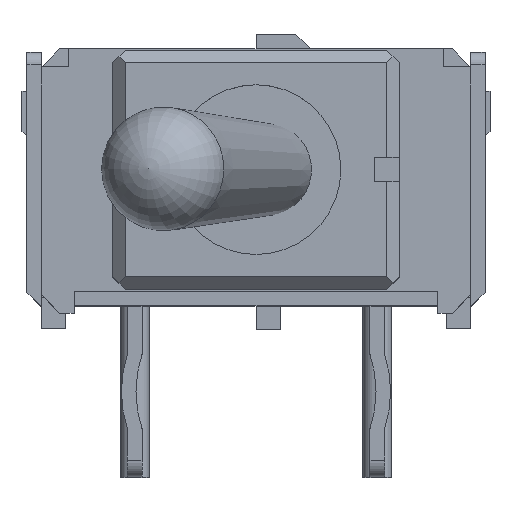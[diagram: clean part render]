
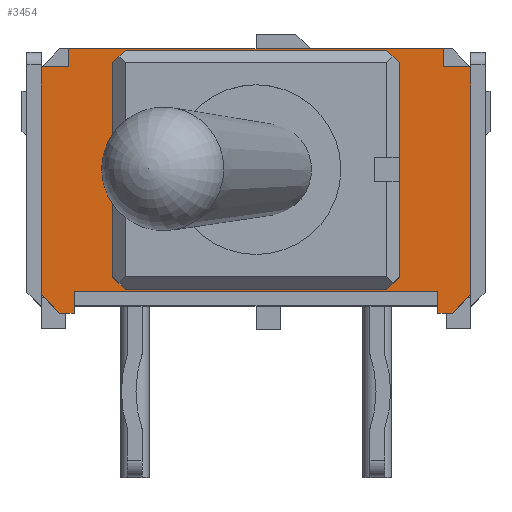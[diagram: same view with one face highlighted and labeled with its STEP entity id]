
A CAD part, top view. The second image highlights one B-rep face of the part: STEP entity #3454.
In plain terms, the highlighted face is planar.
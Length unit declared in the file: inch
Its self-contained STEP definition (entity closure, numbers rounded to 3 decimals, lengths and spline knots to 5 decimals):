
#278=LINE('',#5352,#700);
#283=LINE('',#5363,#705);
#287=LINE('',#5372,#709);
#293=LINE('',#5385,#715);
#303=LINE('',#5406,#725);
#305=LINE('',#5409,#727);
#313=LINE('',#5421,#735);
#314=LINE('',#5423,#736);
#315=LINE('',#5425,#737);
#316=LINE('',#5428,#738);
#317=LINE('',#5430,#739);
#318=LINE('',#5432,#740);
#319=LINE('',#5434,#741);
#320=LINE('',#5436,#742);
#321=LINE('',#5438,#743);
#322=LINE('',#5440,#744);
#323=LINE('',#5442,#745);
#324=LINE('',#5444,#746);
#325=LINE('',#5446,#747);
#326=LINE('',#5448,#748);
#327=LINE('',#5450,#749);
#328=LINE('',#5452,#750);
#329=LINE('',#5454,#751);
#330=LINE('',#5456,#752);
#700=VECTOR('',#4400,39.37008);
#705=VECTOR('',#4407,39.37008);
#709=VECTOR('',#4413,39.37008);
#715=VECTOR('',#4421,39.37008);
#725=VECTOR('',#4437,39.37008);
#727=VECTOR('',#4441,39.37008);
#735=VECTOR('',#4455,39.37008);
#736=VECTOR('',#4458,39.37008);
#737=VECTOR('',#4461,39.37008);
#738=VECTOR('',#4462,39.37008);
#739=VECTOR('',#4463,39.37008);
#740=VECTOR('',#4464,39.37008);
#741=VECTOR('',#4465,39.37008);
#742=VECTOR('',#4466,39.37008);
#743=VECTOR('',#4467,39.37008);
#744=VECTOR('',#4468,39.37008);
#745=VECTOR('',#4469,39.37008);
#746=VECTOR('',#4470,39.37008);
#747=VECTOR('',#4471,39.37008);
#748=VECTOR('',#4472,39.37008);
#749=VECTOR('',#4473,39.37008);
#750=VECTOR('',#4474,39.37008);
#751=VECTOR('',#4475,39.37008);
#752=VECTOR('',#4476,39.37008);
#1552=ORIENTED_EDGE('',*,*,#2215,.F.);
#1553=ORIENTED_EDGE('',*,*,#2204,.F.);
#1554=ORIENTED_EDGE('',*,*,#2226,.F.);
#1555=ORIENTED_EDGE('',*,*,#2198,.F.);
#1556=ORIENTED_EDGE('',*,*,#2217,.F.);
#1557=ORIENTED_EDGE('',*,*,#2194,.F.);
#1558=ORIENTED_EDGE('',*,*,#2225,.F.);
#1559=ORIENTED_EDGE('',*,*,#2189,.F.);
#1560=ORIENTED_EDGE('',*,*,#2227,.T.);
#1561=ORIENTED_EDGE('',*,*,#2228,.T.);
#1562=ORIENTED_EDGE('',*,*,#2229,.T.);
#1563=ORIENTED_EDGE('',*,*,#2230,.T.);
#1564=ORIENTED_EDGE('',*,*,#2231,.T.);
#1565=ORIENTED_EDGE('',*,*,#2232,.T.);
#1566=ORIENTED_EDGE('',*,*,#2233,.F.);
#1567=ORIENTED_EDGE('',*,*,#2234,.F.);
#1568=ORIENTED_EDGE('',*,*,#2235,.T.);
#1569=ORIENTED_EDGE('',*,*,#2236,.F.);
#1570=ORIENTED_EDGE('',*,*,#2237,.F.);
#1571=ORIENTED_EDGE('',*,*,#2238,.T.);
#1572=ORIENTED_EDGE('',*,*,#2239,.T.);
#1573=ORIENTED_EDGE('',*,*,#2240,.T.);
#1574=ORIENTED_EDGE('',*,*,#2241,.T.);
#1575=ORIENTED_EDGE('',*,*,#2242,.T.);
#2189=EDGE_CURVE('',#2584,#2585,#278,.T.);
#2194=EDGE_CURVE('',#2589,#2590,#283,.T.);
#2198=EDGE_CURVE('',#2593,#2594,#287,.T.);
#2204=EDGE_CURVE('',#2599,#2600,#293,.T.);
#2215=EDGE_CURVE('',#2600,#2584,#303,.T.);
#2217=EDGE_CURVE('',#2590,#2593,#305,.T.);
#2225=EDGE_CURVE('',#2585,#2589,#313,.T.);
#2226=EDGE_CURVE('',#2594,#2599,#314,.T.);
#2227=EDGE_CURVE('',#2609,#2610,#315,.T.);
#2228=EDGE_CURVE('',#2610,#2611,#316,.T.);
#2229=EDGE_CURVE('',#2611,#2612,#317,.T.);
#2230=EDGE_CURVE('',#2612,#2613,#318,.T.);
#2231=EDGE_CURVE('',#2613,#2614,#319,.T.);
#2232=EDGE_CURVE('',#2614,#2615,#320,.T.);
#2233=EDGE_CURVE('',#2616,#2615,#321,.T.);
#2234=EDGE_CURVE('',#2617,#2616,#322,.T.);
#2235=EDGE_CURVE('',#2617,#2618,#323,.T.);
#2236=EDGE_CURVE('',#2619,#2618,#324,.T.);
#2237=EDGE_CURVE('',#2620,#2619,#325,.T.);
#2238=EDGE_CURVE('',#2620,#2621,#326,.T.);
#2239=EDGE_CURVE('',#2621,#2622,#327,.T.);
#2240=EDGE_CURVE('',#2622,#2623,#328,.T.);
#2241=EDGE_CURVE('',#2623,#2624,#329,.T.);
#2242=EDGE_CURVE('',#2624,#2609,#330,.T.);
#2584=VERTEX_POINT('',#5351);
#2585=VERTEX_POINT('',#5353);
#2589=VERTEX_POINT('',#5362);
#2590=VERTEX_POINT('',#5364);
#2593=VERTEX_POINT('',#5371);
#2594=VERTEX_POINT('',#5373);
#2599=VERTEX_POINT('',#5384);
#2600=VERTEX_POINT('',#5386);
#2609=VERTEX_POINT('',#5426);
#2610=VERTEX_POINT('',#5427);
#2611=VERTEX_POINT('',#5429);
#2612=VERTEX_POINT('',#5431);
#2613=VERTEX_POINT('',#5433);
#2614=VERTEX_POINT('',#5435);
#2615=VERTEX_POINT('',#5437);
#2616=VERTEX_POINT('',#5439);
#2617=VERTEX_POINT('',#5441);
#2618=VERTEX_POINT('',#5443);
#2619=VERTEX_POINT('',#5445);
#2620=VERTEX_POINT('',#5447);
#2621=VERTEX_POINT('',#5449);
#2622=VERTEX_POINT('',#5451);
#2623=VERTEX_POINT('',#5453);
#2624=VERTEX_POINT('',#5455);
#2914=EDGE_LOOP('',(#1552,#1553,#1554,#1555,#1556,#1557,#1558,#1559));
#2915=EDGE_LOOP('',(#1560,#1561,#1562,#1563,#1564,#1565,#1566,#1567,#1568,
#1569,#1570,#1571,#1572,#1573,#1574,#1575));
#3119=FACE_BOUND('',#2914,.T.);
#3120=FACE_BOUND('',#2915,.T.);
#3272=PLANE('',#3755);
#3454=ADVANCED_FACE('',(#3119,#3120),#3272,.T.);
#3755=AXIS2_PLACEMENT_3D('',#5424,#4459,#4460);
#4400=DIRECTION('',(0.707,0.,0.707));
#4407=DIRECTION('',(0.707,0.,-0.707));
#4413=DIRECTION('',(-0.707,0.,-0.707));
#4421=DIRECTION('',(-0.707,0.,0.707));
#4437=DIRECTION('',(0.,0.,1.));
#4441=DIRECTION('',(0.,0.,-1.));
#4455=DIRECTION('',(1.,0.,0.));
#4458=DIRECTION('',(-1.,0.,0.));
#4459=DIRECTION('',(0.,1.,0.));
#4460=DIRECTION('',(0.,0.,1.));
#4461=DIRECTION('',(0.,0.,1.));
#4462=DIRECTION('',(-1.,0.,0.));
#4463=DIRECTION('',(0.,0.,1.));
#4464=DIRECTION('',(0.707,0.,0.707));
#4465=DIRECTION('',(1.,0.,0.));
#4466=DIRECTION('',(0.707,0.,-0.707));
#4467=DIRECTION('',(0.,0.,1.));
#4468=DIRECTION('',(-1.,0.,0.));
#4469=DIRECTION('',(0.,0.,-1.));
#4470=DIRECTION('',(1.,0.,0.));
#4471=DIRECTION('',(0.,0.,1.));
#4472=DIRECTION('',(-0.707,0.,-0.707));
#4473=DIRECTION('',(-1.,0.,0.));
#4474=DIRECTION('',(-0.707,0.,0.707));
#4475=DIRECTION('',(0.,0.,1.));
#4476=DIRECTION('',(1.,0.,0.));
#5351=CARTESIAN_POINT('',(-0.0985,0.,0.108));
#5352=CARTESIAN_POINT('',(-0.0985,0.,0.108));
#5353=CARTESIAN_POINT('',(-0.0885,0.,0.118));
#5362=CARTESIAN_POINT('',(0.0885,0.,0.118));
#5363=CARTESIAN_POINT('',(0.0885,0.,0.118));
#5364=CARTESIAN_POINT('',(0.0985,0.,0.108));
#5371=CARTESIAN_POINT('',(0.0985,0.,-0.108));
#5372=CARTESIAN_POINT('',(0.0985,0.,-0.108));
#5373=CARTESIAN_POINT('',(0.0885,0.,-0.118));
#5384=CARTESIAN_POINT('',(-0.0885,0.,-0.118));
#5385=CARTESIAN_POINT('',(-0.0885,0.,-0.118));
#5386=CARTESIAN_POINT('',(-0.0985,0.,-0.108));
#5406=CARTESIAN_POINT('',(-0.0985,0.,-0.108));
#5409=CARTESIAN_POINT('',(0.0985,0.,0.108));
#5421=CARTESIAN_POINT('',(-0.0885,0.,0.118));
#5423=CARTESIAN_POINT('',(0.0885,0.,-0.118));
#5424=CARTESIAN_POINT('',(0.,0.,0.));
#5425=CARTESIAN_POINT('',(-0.1,0.,-0.162));
#5426=CARTESIAN_POINT('',(-0.1,0.,-0.15));
#5427=CARTESIAN_POINT('',(-0.1,0.,0.15));
#5428=CARTESIAN_POINT('',(-0.0985,0.,0.15));
#5429=CARTESIAN_POINT('',(-0.118,0.,0.15));
#5430=CARTESIAN_POINT('',(-0.118,0.,0.15));
#5431=CARTESIAN_POINT('',(-0.118,0.,0.162));
#5432=CARTESIAN_POINT('',(-0.118,0.,0.162));
#5433=CARTESIAN_POINT('',(-0.103,0.,0.177));
#5434=CARTESIAN_POINT('',(-0.085,0.,0.177));
#5435=CARTESIAN_POINT('',(0.085,0.,0.177));
#5436=CARTESIAN_POINT('',(0.085,0.,0.177));
#5437=CARTESIAN_POINT('',(0.0855,0.,0.1765));
#5438=CARTESIAN_POINT('',(0.0855,0.,0.1545));
#5439=CARTESIAN_POINT('',(0.0855,0.,0.1545));
#5440=CARTESIAN_POINT('',(0.,0.,0.1545));
#5441=CARTESIAN_POINT('',(0.1,0.,0.1545));
#5442=CARTESIAN_POINT('',(0.1,0.,0.162));
#5443=CARTESIAN_POINT('',(0.1,0.,-0.1545));
#5444=CARTESIAN_POINT('',(0.0855,0.,-0.1545));
#5445=CARTESIAN_POINT('',(0.0855,0.,-0.1545));
#5446=CARTESIAN_POINT('',(0.0855,0.,0.));
#5447=CARTESIAN_POINT('',(0.0855,0.,-0.1765));
#5448=CARTESIAN_POINT('',(0.1,0.,-0.162));
#5449=CARTESIAN_POINT('',(0.085,0.,-0.177));
#5450=CARTESIAN_POINT('',(0.085,0.,-0.177));
#5451=CARTESIAN_POINT('',(-0.103,0.,-0.177));
#5452=CARTESIAN_POINT('',(-0.103,0.,-0.177));
#5453=CARTESIAN_POINT('',(-0.118,0.,-0.162));
#5454=CARTESIAN_POINT('',(-0.118,0.,-0.162));
#5455=CARTESIAN_POINT('',(-0.118,0.,-0.15));
#5456=CARTESIAN_POINT('',(-0.118,0.,-0.15));
